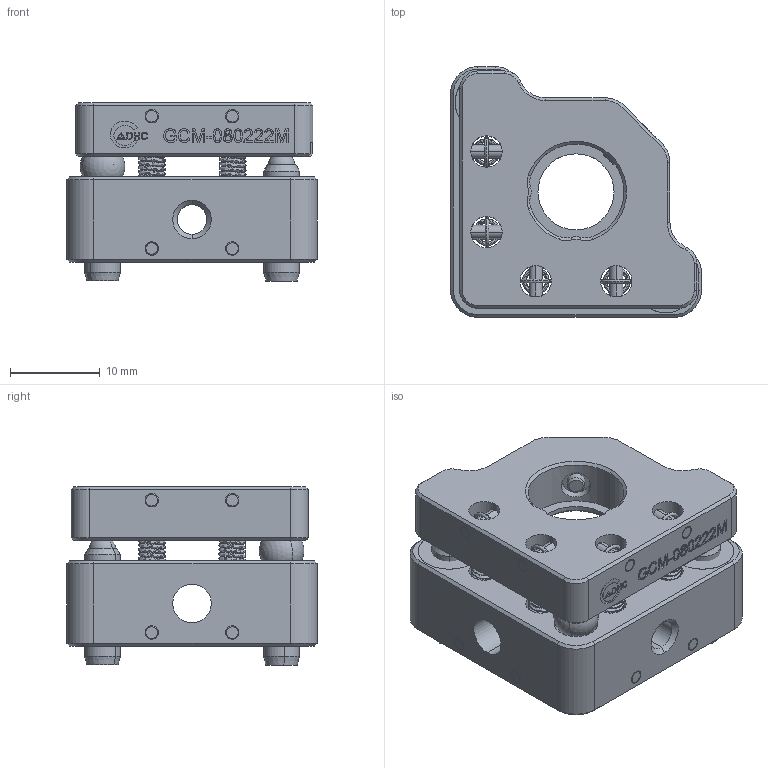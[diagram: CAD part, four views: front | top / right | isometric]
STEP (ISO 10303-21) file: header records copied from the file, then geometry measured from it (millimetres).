
FILE_DESCRIPTION (( 'STEP AP203' ), '1' );
FILE_NAME ('gcm-080222m.STEP', '2021-10-27T08:56:25', ( 'Microsoft' ), ( 'Microsoft' ), 'SwSTEP 2.0', 'SolidWorks 2015', '' );
FILE_SCHEMA (( 'CONFIG_CONTROL_DESIGN' ));
Length unit declared in the file: millimetre
Products named in the file (1): gcm-080222m
Bounding box: 28 x 28 x 19.92 mm (x, y, z)
Surface area: 5860.8 mm2 (no closed solid volume)
Topology: 0 solids, 37 shells, 468 faces, 1388 edges, 918 vertices
Faces by surface type: plane 167, cylinder 125, bspline 86, cone 84, sphere 6
Entity records: 37781 total; most frequent: CARTESIAN_POINT 25691, ORIENTED_EDGE 2384, DIRECTION 2371, EDGE_CURVE 1383, VERTEX_POINT 915, AXIS2_PLACEMENT_3D 834, LINE 703, VECTOR 703
